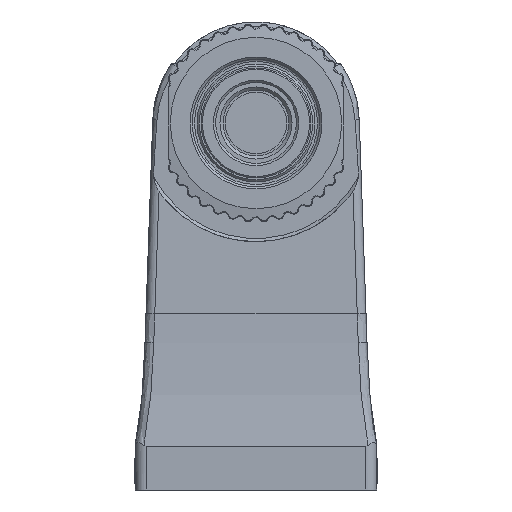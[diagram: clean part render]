
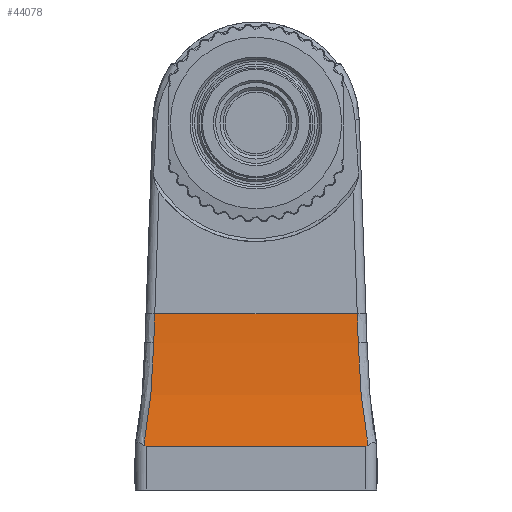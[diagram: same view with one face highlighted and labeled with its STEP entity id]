
A CAD part, front view. The second image highlights one B-rep face of the part: STEP entity #44078.
In plain terms, the highlighted free-form (B-spline) face has degree [1, 2] with [2, 3] control points.
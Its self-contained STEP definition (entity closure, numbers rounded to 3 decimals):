
#13=(
BOUNDED_SURFACE()
B_SPLINE_SURFACE(1,2,((#72608,#72609,#72610),(#72611,#72612,#72613)),
 .UNSPECIFIED.,.F.,.F.,.F.)
B_SPLINE_SURFACE_WITH_KNOTS((2,2),(3,3),(-0.581,0.581),
(-1.401,-0.544),.UNSPECIFIED.)
GEOMETRIC_REPRESENTATION_ITEM()
RATIONAL_B_SPLINE_SURFACE(((1.,0.91,1.),(1.,0.91,
1.)))
REPRESENTATION_ITEM('')
SURFACE()
);
#1039=B_SPLINE_CURVE_WITH_KNOTS('',3,(#72543,#72544,#72545,#72546,#72547,
#72548,#72549,#72550),.UNSPECIFIED.,.F.,.F.,(4,2,2,4),(3.856,
3.879,3.902,3.911),.UNSPECIFIED.);
#1042=B_SPLINE_CURVE_WITH_KNOTS('',3,(#72579,#72580,#72581,#72582,#72583,
#72584,#72585,#72586),.UNSPECIFIED.,.F.,.F.,(4,2,2,4),(3.8,
3.809,3.833,3.856),.UNSPECIFIED.);
#1045=B_SPLINE_CURVE_WITH_KNOTS('',3,(#72615,#72616,#72617,#72618,#72619,
#72620,#72621),.UNSPECIFIED.,.F.,.F.,(4,1,1,1,4),(-2.733,-1.364,
-1.022,-0.68,-0.343),.UNSPECIFIED.);
#1046=B_SPLINE_CURVE_WITH_KNOTS('',3,(#72623,#72624,#72625,#72626),
 .UNSPECIFIED.,.F.,.F.,(4,4),(-0.663,0.),.UNSPECIFIED.);
#1047=B_SPLINE_CURVE_WITH_KNOTS('',3,(#72630,#72631,#72632,#72633),
 .UNSPECIFIED.,.F.,.F.,(4,4),(-0.663,0.),.UNSPECIFIED.);
#1048=B_SPLINE_CURVE_WITH_KNOTS('',3,(#72634,#72635,#72636,#72637,#72638,
#72639,#72640),.UNSPECIFIED.,.F.,.F.,(4,1,1,1,4),(-2.39,-2.053,
-1.711,-1.369,0.),.UNSPECIFIED.);
#4662=FACE_OUTER_BOUND('',#7212,.T.);
#7212=EDGE_LOOP('',(#33768,#33769,#33770,#33771,#33772,#33773,#33774,#33775));
#10332=LINE('',#72575,#13860);
#10333=LINE('',#72628,#13861);
#13860=VECTOR('',#55523,10.);
#13861=VECTOR('',#55528,10.);
#19492=VERTEX_POINT('',#72540);
#19493=VERTEX_POINT('',#72542);
#19495=VERTEX_POINT('',#72573);
#19496=VERTEX_POINT('',#72578);
#19498=VERTEX_POINT('',#72614);
#19499=VERTEX_POINT('',#72622);
#19500=VERTEX_POINT('',#72627);
#19501=VERTEX_POINT('',#72629);
#24567=EDGE_CURVE('',#19492,#19493,#1039,.T.);
#24571=EDGE_CURVE('',#19495,#19492,#10332,.T.);
#24572=EDGE_CURVE('',#19496,#19495,#1042,.T.);
#24575=EDGE_CURVE('',#19498,#19496,#1045,.T.);
#24576=EDGE_CURVE('',#19499,#19498,#1046,.T.);
#24577=EDGE_CURVE('',#19499,#19500,#10333,.T.);
#24578=EDGE_CURVE('',#19501,#19500,#1047,.T.);
#24579=EDGE_CURVE('',#19493,#19501,#1048,.T.);
#33768=ORIENTED_EDGE('',*,*,#24567,.F.);
#33769=ORIENTED_EDGE('',*,*,#24571,.F.);
#33770=ORIENTED_EDGE('',*,*,#24572,.F.);
#33771=ORIENTED_EDGE('',*,*,#24575,.F.);
#33772=ORIENTED_EDGE('',*,*,#24576,.F.);
#33773=ORIENTED_EDGE('',*,*,#24577,.T.);
#33774=ORIENTED_EDGE('',*,*,#24578,.F.);
#33775=ORIENTED_EDGE('',*,*,#24579,.F.);
#44078=ADVANCED_FACE('',(#4662),#13,.T.);
#55523=DIRECTION('',(-1.,0.,0.));
#55528=DIRECTION('',(-1.,0.,0.));
#72540=CARTESIAN_POINT('',(-25.,-739.12,-51.8));
#72542=CARTESIAN_POINT('',(-25.49,-739.072,-51.575));
#72543=CARTESIAN_POINT('Ctrl Pts',(-25.,-739.12,-51.8));
#72544=CARTESIAN_POINT('Ctrl Pts',(-25.077,-739.12,-51.8));
#72545=CARTESIAN_POINT('Ctrl Pts',(-25.152,-739.116,-51.784));
#72546=CARTESIAN_POINT('Ctrl Pts',(-25.292,-739.104,
-51.726));
#72547=CARTESIAN_POINT('Ctrl Pts',(-25.358,-739.095,-51.685));
#72548=CARTESIAN_POINT('Ctrl Pts',(-25.444,-739.08,
-51.617));
#72549=CARTESIAN_POINT('Ctrl Pts',(-25.467,-739.076,
-51.596));
#72550=CARTESIAN_POINT('Ctrl Pts',(-25.49,-739.072,
-51.575));
#72573=CARTESIAN_POINT('',(25.,-739.12,-51.8));
#72575=CARTESIAN_POINT('',(0.,-739.12,-51.8));
#72578=CARTESIAN_POINT('',(25.49,-739.072,-51.575));
#72579=CARTESIAN_POINT('Ctrl Pts',(25.49,-739.072,-51.575));
#72580=CARTESIAN_POINT('Ctrl Pts',(25.467,-739.076,-51.596));
#72581=CARTESIAN_POINT('Ctrl Pts',(25.444,-739.08,-51.617));
#72582=CARTESIAN_POINT('Ctrl Pts',(25.358,-739.095,-51.685));
#72583=CARTESIAN_POINT('Ctrl Pts',(25.292,-739.104,-51.726));
#72584=CARTESIAN_POINT('Ctrl Pts',(25.152,-739.116,-51.784));
#72585=CARTESIAN_POINT('Ctrl Pts',(25.077,-739.12,-51.8));
#72586=CARTESIAN_POINT('Ctrl Pts',(25.,-739.12,-51.8));
#72608=CARTESIAN_POINT('Ctrl Pts',(25.49,-736.411,-21.701));
#72609=CARTESIAN_POINT('Ctrl Pts',(25.49,-736.859,-41.431));
#72610=CARTESIAN_POINT('Ctrl Pts',(25.49,-739.12,-51.8));
#72611=CARTESIAN_POINT('Ctrl Pts',(-25.49,-736.411,
-21.701));
#72612=CARTESIAN_POINT('Ctrl Pts',(-25.49,-736.859,
-41.431));
#72613=CARTESIAN_POINT('Ctrl Pts',(-25.49,-739.12,-51.8));
#72614=CARTESIAN_POINT('',(23.261,-736.631,-28.277));
#72615=CARTESIAN_POINT('Ctrl Pts',(23.261,-736.631,-28.277));
#72616=CARTESIAN_POINT('Ctrl Pts',(23.42,-736.832,-32.799));
#72617=CARTESIAN_POINT('Ctrl Pts',(23.724,-737.209,-38.446));
#72618=CARTESIAN_POINT('Ctrl Pts',(24.408,-737.986,-45.118));
#72619=CARTESIAN_POINT('Ctrl Pts',(24.848,-738.46,-48.401));
#72620=CARTESIAN_POINT('Ctrl Pts',(25.241,-738.851,-50.543));
#72621=CARTESIAN_POINT('Ctrl Pts',(25.49,-739.072,-51.575));
#72622=CARTESIAN_POINT('',(23.03,-736.411,-21.701));
#72623=CARTESIAN_POINT('Ctrl Pts',(23.03,-736.411,-21.701));
#72624=CARTESIAN_POINT('Ctrl Pts',(23.107,-736.461,-23.894));
#72625=CARTESIAN_POINT('Ctrl Pts',(23.184,-736.533,-26.087));
#72626=CARTESIAN_POINT('Ctrl Pts',(23.261,-736.631,-28.277));
#72627=CARTESIAN_POINT('',(-23.03,-736.411,-21.701));
#72628=CARTESIAN_POINT('',(0.,-736.411,-21.701));
#72629=CARTESIAN_POINT('',(-23.261,-736.631,-28.277));
#72630=CARTESIAN_POINT('Ctrl Pts',(-23.261,-736.631,-28.277));
#72631=CARTESIAN_POINT('Ctrl Pts',(-23.184,-736.533,
-26.087));
#72632=CARTESIAN_POINT('Ctrl Pts',(-23.107,-736.461,
-23.894));
#72633=CARTESIAN_POINT('Ctrl Pts',(-23.03,-736.411,
-21.701));
#72634=CARTESIAN_POINT('Ctrl Pts',(-25.49,-739.072,
-51.575));
#72635=CARTESIAN_POINT('Ctrl Pts',(-25.241,-738.851,
-50.543));
#72636=CARTESIAN_POINT('Ctrl Pts',(-24.848,-738.46,
-48.401));
#72637=CARTESIAN_POINT('Ctrl Pts',(-24.408,-737.986,
-45.118));
#72638=CARTESIAN_POINT('Ctrl Pts',(-23.724,-737.209,-38.447));
#72639=CARTESIAN_POINT('Ctrl Pts',(-23.42,-736.832,
-32.799));
#72640=CARTESIAN_POINT('Ctrl Pts',(-23.261,-736.631,
-28.277));
